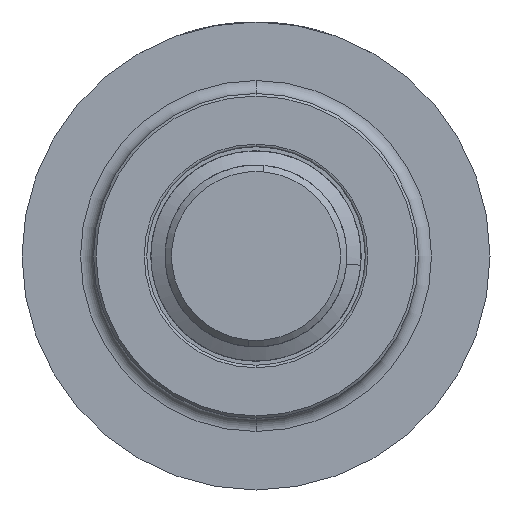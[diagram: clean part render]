
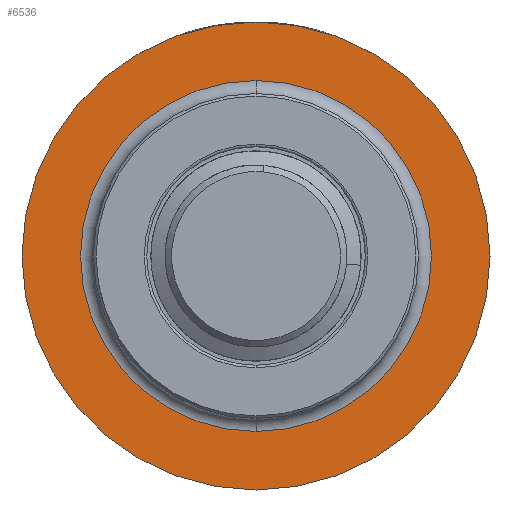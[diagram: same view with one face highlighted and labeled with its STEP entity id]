
A CAD part, front view. The second image highlights one B-rep face of the part: STEP entity #6536.
In plain terms, the highlighted planar face has unit normal (0, -1, 0).
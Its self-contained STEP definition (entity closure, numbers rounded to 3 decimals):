
#54 = CARTESIAN_POINT ( 'NONE',  ( 0., 4.42, 0. ) ) ;
#166 = VERTEX_POINT ( 'NONE', #7025 ) ;
#264 = AXIS2_PLACEMENT_3D ( 'NONE', #4933, #1097, #546 ) ;
#546 = DIRECTION ( 'NONE',  ( 0., 0., -1. ) ) ;
#564 = VERTEX_POINT ( 'NONE', #1121 ) ;
#720 = CIRCLE ( 'NONE', #5127, 13.5 ) ;
#836 = CARTESIAN_POINT ( 'NONE',  ( 0., 4.42, 0. ) ) ;
#1097 = DIRECTION ( 'NONE',  ( 0., -1., 0. ) ) ;
#1117 = CIRCLE ( 'NONE', #3098, 18. ) ;
#1121 = CARTESIAN_POINT ( 'NONE',  ( 0., 4.42, -18. ) ) ;
#1144 = EDGE_LOOP ( 'NONE', ( #1617, #3361 ) ) ;
#1269 = DIRECTION ( 'NONE',  ( 0., 0., -1. ) ) ;
#1342 = AXIS2_PLACEMENT_3D ( 'NONE', #7242, #5453, #1574 ) ;
#1392 = EDGE_CURVE ( 'NONE', #8055, #564, #1117, .T. ) ;
#1574 = DIRECTION ( 'NONE',  ( 0., 0., -1. ) ) ;
#1590 = CIRCLE ( 'NONE', #264, 18. ) ;
#1617 = ORIENTED_EDGE ( 'NONE', *, *, #2819, .T. ) ;
#1715 = ORIENTED_EDGE ( 'NONE', *, *, #7648, .F. ) ;
#1823 = ORIENTED_EDGE ( 'NONE', *, *, #5073, .F. ) ;
#1988 = DIRECTION ( 'NONE',  ( 0., 0., -1. ) ) ;
#2003 = CARTESIAN_POINT ( 'NONE',  ( 0., 4.42, -13.5 ) ) ;
#2495 = VERTEX_POINT ( 'NONE', #2003 ) ;
#2819 = EDGE_CURVE ( 'NONE', #564, #8055, #1590, .T. ) ;
#2874 = PLANE ( 'NONE',  #1342 ) ;
#3098 = AXIS2_PLACEMENT_3D ( 'NONE', #836, #3286, #1988 ) ;
#3122 = CARTESIAN_POINT ( 'NONE',  ( 0., 4.42, 0. ) ) ;
#3286 = DIRECTION ( 'NONE',  ( 0., -1., 0. ) ) ;
#3361 = ORIENTED_EDGE ( 'NONE', *, *, #1392, .T. ) ;
#3782 = DIRECTION ( 'NONE',  ( 0., -1., 0. ) ) ;
#3866 = FACE_OUTER_BOUND ( 'NONE', #1144, .T. ) ;
#4933 = CARTESIAN_POINT ( 'NONE',  ( 0., 4.42, 0. ) ) ;
#5073 = EDGE_CURVE ( 'NONE', #2495, #166, #720, .T. ) ;
#5088 = DIRECTION ( 'NONE',  ( 0., -1., 0. ) ) ;
#5127 = AXIS2_PLACEMENT_3D ( 'NONE', #3122, #3782, #7619 ) ;
#5453 = DIRECTION ( 'NONE',  ( 0., -1., 0. ) ) ;
#6043 = FACE_BOUND ( 'NONE', #6764, .T. ) ;
#6132 = AXIS2_PLACEMENT_3D ( 'NONE', #54, #5088, #1269 ) ;
#6218 = CARTESIAN_POINT ( 'NONE',  ( 0., 4.42, 18. ) ) ;
#6536 = ADVANCED_FACE ( 'NONE', ( #3866, #6043 ), #2874, .T. ) ;
#6764 = EDGE_LOOP ( 'NONE', ( #1823, #1715 ) ) ;
#7025 = CARTESIAN_POINT ( 'NONE',  ( 0., 4.42, 13.5 ) ) ;
#7242 = CARTESIAN_POINT ( 'NONE',  ( 13.5, 4.42, 0. ) ) ;
#7619 = DIRECTION ( 'NONE',  ( 0., 0., -1. ) ) ;
#7648 = EDGE_CURVE ( 'NONE', #166, #2495, #7713, .T. ) ;
#7713 = CIRCLE ( 'NONE', #6132, 13.5 ) ;
#8055 = VERTEX_POINT ( 'NONE', #6218 ) ;
